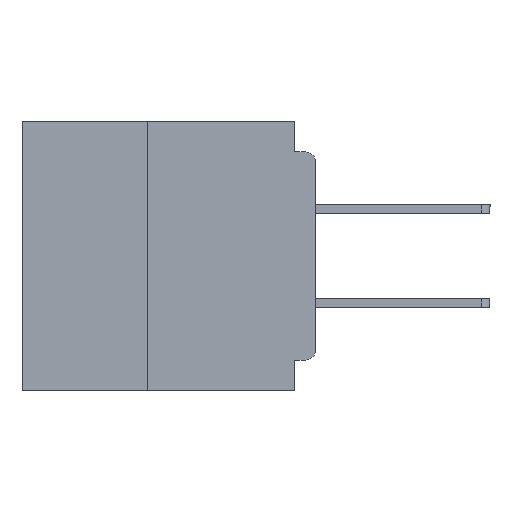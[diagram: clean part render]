
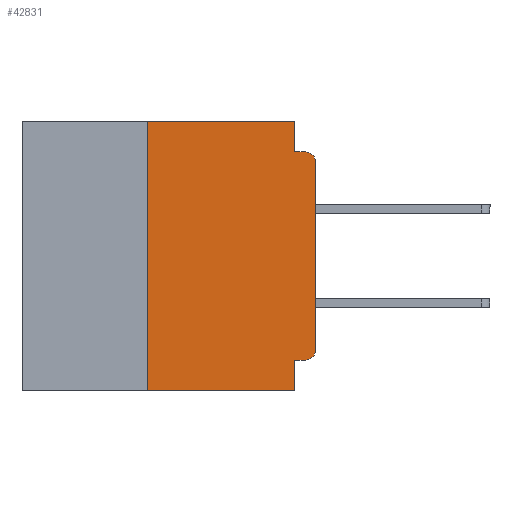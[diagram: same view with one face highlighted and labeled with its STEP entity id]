
A CAD part, left-side view. The second image highlights one B-rep face of the part: STEP entity #42831.
In plain terms, the highlighted planar face has unit normal (-1, 0, 0).
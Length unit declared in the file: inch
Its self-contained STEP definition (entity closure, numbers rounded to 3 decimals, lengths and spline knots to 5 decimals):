
#114 = EDGE_CURVE ( 'NONE', #27851, #40978, #22830, .T. ) ;
#456 = VECTOR ( 'NONE', #14684, 39.37008 ) ;
#1413 = EDGE_CURVE ( 'NONE', #51095, #11250, #33162, .T. ) ;
#3165 = CARTESIAN_POINT ( 'NONE',  ( 0., 0.25, -0.4 ) ) ;
#3846 = DIRECTION ( 'NONE',  ( 0., -1., 0. ) ) ;
#4093 = DIRECTION ( 'NONE',  ( 0., 1., 0. ) ) ;
#5081 = CIRCLE ( 'NONE', #30659, 0.015 ) ;
#5510 = PLANE ( 'NONE',  #11852 ) ;
#5913 = CARTESIAN_POINT ( 'NONE',  ( 0., 0.031, -0.355 ) ) ;
#6422 = CARTESIAN_POINT ( 'NONE',  ( 0., 0., 0. ) ) ;
#6809 = ORIENTED_EDGE ( 'NONE', *, *, #18503, .F. ) ;
#7040 = DIRECTION ( 'NONE',  ( 0., -1., 0. ) ) ;
#7399 = DIRECTION ( 'NONE',  ( 0., 0., 1. ) ) ;
#8528 = VERTEX_POINT ( 'NONE', #36348 ) ;
#9576 = CARTESIAN_POINT ( 'NONE',  ( 0., 0.437, -0.4 ) ) ;
#9804 = FACE_OUTER_BOUND ( 'NONE', #35931, .T. ) ;
#10278 = EDGE_CURVE ( 'NONE', #13093, #51095, #21926, .T. ) ;
#10842 = EDGE_CURVE ( 'NONE', #44578, #44678, #25121, .T. ) ;
#11250 = VERTEX_POINT ( 'NONE', #21492 ) ;
#11852 = AXIS2_PLACEMENT_3D ( 'NONE', #14019, #43203, #18241 ) ;
#12616 = EDGE_CURVE ( 'NONE', #11250, #46175, #39326, .T. ) ;
#13093 = VERTEX_POINT ( 'NONE', #49395 ) ;
#14019 = CARTESIAN_POINT ( 'NONE',  ( 0., 0.437, 0. ) ) ;
#14684 = DIRECTION ( 'NONE',  ( 0., 0., -1. ) ) ;
#14735 = DIRECTION ( 'NONE',  ( 0., 0., 1. ) ) ;
#15851 = VECTOR ( 'NONE', #42332, 39.37008 ) ;
#16798 = CARTESIAN_POINT ( 'NONE',  ( 0., 0.031, -0.4 ) ) ;
#17334 = ORIENTED_EDGE ( 'NONE', *, *, #10842, .T. ) ;
#17686 = VERTEX_POINT ( 'NONE', #51619 ) ;
#18241 = DIRECTION ( 'NONE',  ( 0., 0., -1. ) ) ;
#18503 = EDGE_CURVE ( 'NONE', #17686, #13093, #49714, .T. ) ;
#20466 = DIRECTION ( 'NONE',  ( -1., 0., 0. ) ) ;
#21492 = CARTESIAN_POINT ( 'NONE',  ( 0., 0.031, -0.045 ) ) ;
#21926 = LINE ( 'NONE', #32132, #42753 ) ;
#22606 = ORIENTED_EDGE ( 'NONE', *, *, #12616, .F. ) ;
#22830 = LINE ( 'NONE', #16798, #456 ) ;
#23925 = ORIENTED_EDGE ( 'NONE', *, *, #1413, .F. ) ;
#24638 = DIRECTION ( 'NONE',  ( -1., 0., 0. ) ) ;
#24876 = CARTESIAN_POINT ( 'NONE',  ( 0., 0., -0.34 ) ) ;
#25121 = LINE ( 'NONE', #6422, #34879 ) ;
#25648 = EDGE_CURVE ( 'NONE', #8528, #27851, #52719, .T. ) ;
#27577 = VECTOR ( 'NONE', #7399, 39.37008 ) ;
#27851 = VERTEX_POINT ( 'NONE', #5913 ) ;
#29239 = CARTESIAN_POINT ( 'NONE',  ( 0., 0., -0.355 ) ) ;
#30171 = EDGE_CURVE ( 'NONE', #8528, #44578, #5081, .T. ) ;
#30589 = CARTESIAN_POINT ( 'NONE',  ( 0., 0.031, 0. ) ) ;
#30659 = AXIS2_PLACEMENT_3D ( 'NONE', #49532, #24638, #53628 ) ;
#31666 = EDGE_CURVE ( 'NONE', #17686, #40978, #49488, .T. ) ;
#31715 = ORIENTED_EDGE ( 'NONE', *, *, #31666, .T. ) ;
#32132 = CARTESIAN_POINT ( 'NONE',  ( 0., 0.437, 0. ) ) ;
#33032 = ORIENTED_EDGE ( 'NONE', *, *, #25648, .F. ) ;
#33162 = LINE ( 'NONE', #41756, #53897 ) ;
#33965 = CARTESIAN_POINT ( 'NONE',  ( 0., 0., -0.045 ) ) ;
#34879 = VECTOR ( 'NONE', #14735, 39.37008 ) ;
#35931 = EDGE_LOOP ( 'NONE', ( #17334, #50540, #22606, #23925, #48645, #6809, #31715, #53767, #33032, #46689 ) ) ;
#36348 = CARTESIAN_POINT ( 'NONE',  ( 0., 0.015, -0.355 ) ) ;
#38145 = CARTESIAN_POINT ( 'NONE',  ( 0., 0., -0.06 ) ) ;
#38426 = VECTOR ( 'NONE', #3846, 39.37008 ) ;
#39009 = CARTESIAN_POINT ( 'NONE',  ( 0., 0.031, -0.4 ) ) ;
#39326 = LINE ( 'NONE', #33965, #15851 ) ;
#40978 = VERTEX_POINT ( 'NONE', #39009 ) ;
#41648 = DIRECTION ( 'NONE',  ( 0., 0., -1. ) ) ;
#41727 = VECTOR ( 'NONE', #4093, 39.37008 ) ;
#41756 = CARTESIAN_POINT ( 'NONE',  ( 0., 0.031, 0. ) ) ;
#41885 = CIRCLE ( 'NONE', #53554, 0.015 ) ;
#42332 = DIRECTION ( 'NONE',  ( 0., -1., 0. ) ) ;
#42753 = VECTOR ( 'NONE', #7040, 39.37008 ) ;
#42831 = ADVANCED_FACE ( 'NONE', ( #9804 ), #5510, .F. ) ;
#43203 = DIRECTION ( 'NONE',  ( 1., 0., 0. ) ) ;
#44578 = VERTEX_POINT ( 'NONE', #24876 ) ;
#44678 = VERTEX_POINT ( 'NONE', #38145 ) ;
#45402 = CARTESIAN_POINT ( 'NONE',  ( 0., 0.015, -0.06 ) ) ;
#46175 = VERTEX_POINT ( 'NONE', #52312 ) ;
#46689 = ORIENTED_EDGE ( 'NONE', *, *, #30171, .T. ) ;
#47934 = EDGE_CURVE ( 'NONE', #44678, #46175, #41885, .T. ) ;
#48645 = ORIENTED_EDGE ( 'NONE', *, *, #10278, .F. ) ;
#49395 = CARTESIAN_POINT ( 'NONE',  ( 0., 0.25, 0. ) ) ;
#49488 = LINE ( 'NONE', #9576, #38426 ) ;
#49532 = CARTESIAN_POINT ( 'NONE',  ( 0., 0.015, -0.34 ) ) ;
#49576 = DIRECTION ( 'NONE',  ( 0., 0., -1. ) ) ;
#49714 = LINE ( 'NONE', #3165, #27577 ) ;
#50540 = ORIENTED_EDGE ( 'NONE', *, *, #47934, .T. ) ;
#51095 = VERTEX_POINT ( 'NONE', #30589 ) ;
#51619 = CARTESIAN_POINT ( 'NONE',  ( 0., 0.25, -0.4 ) ) ;
#52312 = CARTESIAN_POINT ( 'NONE',  ( 0., 0.015, -0.045 ) ) ;
#52719 = LINE ( 'NONE', #29239, #41727 ) ;
#53554 = AXIS2_PLACEMENT_3D ( 'NONE', #45402, #20466, #49576 ) ;
#53628 = DIRECTION ( 'NONE',  ( 0., 0., -1. ) ) ;
#53767 = ORIENTED_EDGE ( 'NONE', *, *, #114, .F. ) ;
#53897 = VECTOR ( 'NONE', #41648, 39.37008 ) ;
